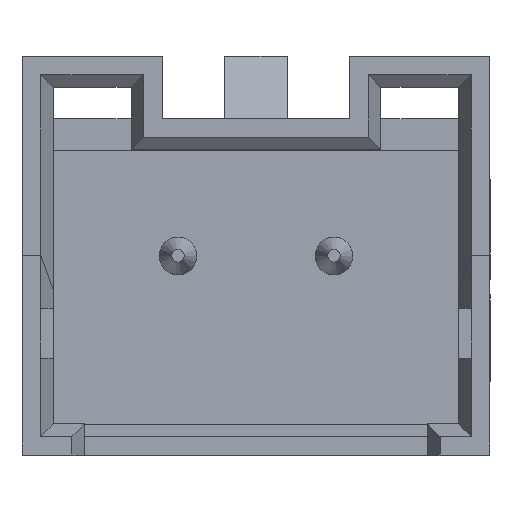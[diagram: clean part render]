
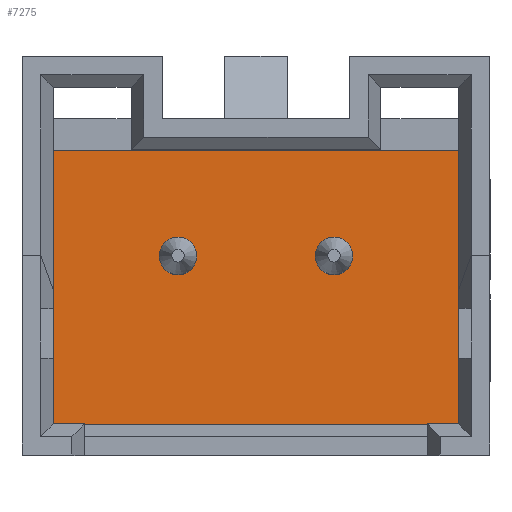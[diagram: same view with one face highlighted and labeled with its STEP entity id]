
A CAD part, top view. The second image highlights one B-rep face of the part: STEP entity #7275.
In plain terms, the highlighted planar face has unit normal (0, 0, 1).
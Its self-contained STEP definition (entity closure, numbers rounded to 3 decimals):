
#241=FACE_BOUND('',#1081,.T.);
#242=FACE_BOUND('',#1082,.T.);
#408=PLANE('',#7706);
#687=FACE_OUTER_BOUND('',#1080,.T.);
#1080=EDGE_LOOP('',(#4928,#4929,#4930,#4931));
#1081=EDGE_LOOP('',(#4932));
#1082=EDGE_LOOP('',(#4933));
#1568=LINE('',#10015,#2363);
#1569=LINE('',#10017,#2364);
#1570=LINE('',#10019,#2365);
#1571=LINE('',#10020,#2366);
#2363=VECTOR('',#8223,1.);
#2364=VECTOR('',#8224,1.);
#2365=VECTOR('',#8225,1.);
#2366=VECTOR('',#8226,1.);
#3063=CIRCLE('',#7683,0.3);
#3070=CIRCLE('',#7694,0.3);
#3077=VERTEX_POINT('',#9625);
#3084=VERTEX_POINT('',#9647);
#3185=VERTEX_POINT('',#10013);
#3186=VERTEX_POINT('',#10014);
#3187=VERTEX_POINT('',#10016);
#3188=VERTEX_POINT('',#10018);
#3761=EDGE_CURVE('',#3077,#3077,#3063,.T.);
#3772=EDGE_CURVE('',#3084,#3084,#3070,.T.);
#3878=EDGE_CURVE('',#3185,#3186,#1568,.T.);
#3879=EDGE_CURVE('',#3186,#3187,#1569,.T.);
#3880=EDGE_CURVE('',#3187,#3188,#1570,.T.);
#3881=EDGE_CURVE('',#3188,#3185,#1571,.T.);
#4928=ORIENTED_EDGE('',*,*,#3878,.T.);
#4929=ORIENTED_EDGE('',*,*,#3879,.T.);
#4930=ORIENTED_EDGE('',*,*,#3880,.T.);
#4931=ORIENTED_EDGE('',*,*,#3881,.T.);
#4932=ORIENTED_EDGE('',*,*,#3761,.F.);
#4933=ORIENTED_EDGE('',*,*,#3772,.F.);
#7275=ADVANCED_FACE('',(#687,#241,#242),#408,.F.);
#7683=AXIS2_PLACEMENT_3D('',#9626,#8077,#8078);
#7694=AXIS2_PLACEMENT_3D('',#9648,#8103,#8104);
#7706=AXIS2_PLACEMENT_3D('',#10012,#8221,#8222);
#8077=DIRECTION('center_axis',(0.,0.,1.));
#8078=DIRECTION('ref_axis',(-1.,0.,0.));
#8103=DIRECTION('center_axis',(0.,0.,1.));
#8104=DIRECTION('ref_axis',(-1.,0.,0.));
#8221=DIRECTION('center_axis',(0.,0.,-1.));
#8222=DIRECTION('ref_axis',(-1.,0.,0.));
#8223=DIRECTION('',(0.,1.,0.));
#8224=DIRECTION('',(-1.,0.,0.));
#8225=DIRECTION('',(0.,-1.,0.));
#8226=DIRECTION('',(1.,0.,0.));
#9625=CARTESIAN_POINT('',(1.552,0.003,1.5));
#9626=CARTESIAN_POINT('Origin',(1.252,0.003,1.5));
#9647=CARTESIAN_POINT('',(-0.948,0.003,1.5));
#9648=CARTESIAN_POINT('Origin',(-1.248,0.003,1.5));
#10012=CARTESIAN_POINT('Origin',(-1.248,0.003,1.5));
#10013=CARTESIAN_POINT('',(3.252,-2.697,1.5));
#10014=CARTESIAN_POINT('',(3.252,1.703,1.5));
#10015=CARTESIAN_POINT('',(3.252,-2.697,1.5));
#10016=CARTESIAN_POINT('',(-3.248,1.703,1.5));
#10017=CARTESIAN_POINT('',(-1.998,1.703,1.5));
#10018=CARTESIAN_POINT('',(-3.248,-2.697,1.5));
#10019=CARTESIAN_POINT('',(-3.248,-2.697,1.5));
#10020=CARTESIAN_POINT('',(3.252,-2.697,1.5));
